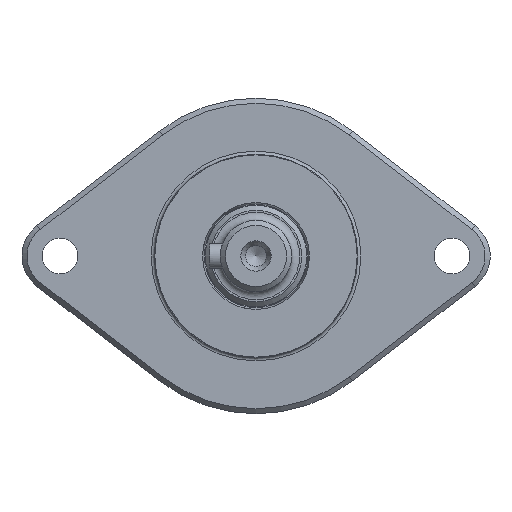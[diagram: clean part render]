
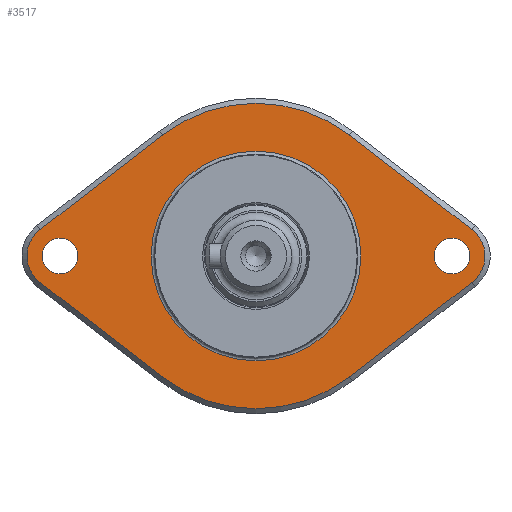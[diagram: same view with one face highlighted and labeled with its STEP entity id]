
A CAD part, left-side view. The second image highlights one B-rep face of the part: STEP entity #3517.
In plain terms, the highlighted planar face has unit normal (-1, 0, 0).
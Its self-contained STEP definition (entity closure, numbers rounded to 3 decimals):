
#311=LINE('',#5264,#597);
#315=LINE('',#5276,#601);
#319=LINE('',#5288,#605);
#322=LINE('',#5297,#608);
#597=VECTOR('',#4253,10.);
#601=VECTOR('',#4265,10.);
#605=VECTOR('',#4277,10.);
#608=VECTOR('',#4288,10.);
#905=FACE_BOUND('',#1173,.T.);
#906=FACE_BOUND('',#1174,.T.);
#907=FACE_BOUND('',#1175,.T.);
#965=FACE_OUTER_BOUND('',#1172,.T.);
#1172=EDGE_LOOP('',(#2530,#2531,#2532,#2533,#2534,#2535,#2536,#2537));
#1173=EDGE_LOOP('',(#2538,#2539));
#1174=EDGE_LOOP('',(#2540));
#1175=EDGE_LOOP('',(#2541));
#1413=CIRCLE('',#3781,6.5);
#1415=CIRCLE('',#3785,30.);
#1417=CIRCLE('',#3789,6.5);
#1419=CIRCLE('',#3793,30.);
#1423=CIRCLE('',#3803,20.6);
#1424=CIRCLE('',#3804,20.6);
#1425=CIRCLE('',#3805,3.5);
#1426=CIRCLE('',#3806,3.5);
#1596=VERTEX_POINT('',#5253);
#1597=VERTEX_POINT('',#5255);
#1600=VERTEX_POINT('',#5262);
#1602=VERTEX_POINT('',#5268);
#1604=VERTEX_POINT('',#5274);
#1606=VERTEX_POINT('',#5280);
#1608=VERTEX_POINT('',#5286);
#1610=VERTEX_POINT('',#5292);
#1616=VERTEX_POINT('',#5318);
#1617=VERTEX_POINT('',#5319);
#1618=VERTEX_POINT('',#5322);
#1619=VERTEX_POINT('',#5324);
#1941=EDGE_CURVE('',#1596,#1597,#1413,.T.);
#1945=EDGE_CURVE('',#1600,#1596,#311,.T.);
#1948=EDGE_CURVE('',#1602,#1600,#1415,.T.);
#1951=EDGE_CURVE('',#1604,#1602,#315,.T.);
#1954=EDGE_CURVE('',#1606,#1604,#1417,.T.);
#1957=EDGE_CURVE('',#1608,#1606,#319,.T.);
#1960=EDGE_CURVE('',#1610,#1608,#1419,.T.);
#1962=EDGE_CURVE('',#1597,#1610,#322,.T.);
#1973=EDGE_CURVE('',#1616,#1617,#1423,.T.);
#1974=EDGE_CURVE('',#1617,#1616,#1424,.T.);
#1975=EDGE_CURVE('',#1618,#1618,#1425,.T.);
#1976=EDGE_CURVE('',#1619,#1619,#1426,.T.);
#2530=ORIENTED_EDGE('',*,*,#1941,.F.);
#2531=ORIENTED_EDGE('',*,*,#1945,.F.);
#2532=ORIENTED_EDGE('',*,*,#1948,.F.);
#2533=ORIENTED_EDGE('',*,*,#1951,.F.);
#2534=ORIENTED_EDGE('',*,*,#1954,.F.);
#2535=ORIENTED_EDGE('',*,*,#1957,.F.);
#2536=ORIENTED_EDGE('',*,*,#1960,.F.);
#2537=ORIENTED_EDGE('',*,*,#1962,.F.);
#2538=ORIENTED_EDGE('',*,*,#1973,.F.);
#2539=ORIENTED_EDGE('',*,*,#1974,.F.);
#2540=ORIENTED_EDGE('',*,*,#1975,.T.);
#2541=ORIENTED_EDGE('',*,*,#1976,.T.);
#3384=PLANE('',#3802);
#3517=ADVANCED_FACE('',(#965,#905,#906,#907),#3384,.T.);
#3781=AXIS2_PLACEMENT_3D('',#5256,#4245,#4246);
#3785=AXIS2_PLACEMENT_3D('',#5270,#4258,#4259);
#3789=AXIS2_PLACEMENT_3D('',#5282,#4270,#4271);
#3793=AXIS2_PLACEMENT_3D('',#5294,#4282,#4283);
#3802=AXIS2_PLACEMENT_3D('',#5317,#4309,#4310);
#3803=AXIS2_PLACEMENT_3D('',#5320,#4311,#4312);
#3804=AXIS2_PLACEMENT_3D('',#5321,#4313,#4314);
#3805=AXIS2_PLACEMENT_3D('',#5323,#4315,#4316);
#3806=AXIS2_PLACEMENT_3D('',#5325,#4317,#4318);
#4245=DIRECTION('center_axis',(1.,0.,0.));
#4246=DIRECTION('ref_axis',(0.,0.61,-0.792));
#4253=DIRECTION('',(0.,0.792,0.61));
#4258=DIRECTION('center_axis',(1.,0.,0.));
#4259=DIRECTION('ref_axis',(0.,-0.61,-0.792));
#4265=DIRECTION('',(0.,0.792,-0.61));
#4270=DIRECTION('center_axis',(1.,0.,0.));
#4271=DIRECTION('ref_axis',(0.,-0.61,0.792));
#4277=DIRECTION('',(0.,-0.792,-0.61));
#4282=DIRECTION('center_axis',(1.,0.,0.));
#4283=DIRECTION('ref_axis',(0.,0.61,0.792));
#4288=DIRECTION('',(0.,-0.792,0.61));
#4309=DIRECTION('center_axis',(-1.,0.,0.));
#4310=DIRECTION('ref_axis',(0.,0.,1.));
#4311=DIRECTION('center_axis',(-1.,0.,0.));
#4312=DIRECTION('ref_axis',(0.,1.,0.));
#4313=DIRECTION('center_axis',(-1.,0.,0.));
#4314=DIRECTION('ref_axis',(0.,1.,0.));
#4315=DIRECTION('center_axis',(1.,0.,0.));
#4316=DIRECTION('ref_axis',(0.,0.,1.));
#4317=DIRECTION('center_axis',(1.,0.,0.));
#4318=DIRECTION('ref_axis',(0.,0.,1.));
#5253=CARTESIAN_POINT('',(-136.4,42.468,-5.149));
#5255=CARTESIAN_POINT('',(-136.4,42.468,5.149));
#5256=CARTESIAN_POINT('Origin',(-136.4,38.5,0.));
#5262=CARTESIAN_POINT('',(-136.4,18.312,-23.763));
#5264=CARTESIAN_POINT('',(-136.4,40.836,-6.406));
#5268=CARTESIAN_POINT('',(-136.4,-18.312,-23.763));
#5270=CARTESIAN_POINT('Origin',(-136.4,0.,0.));
#5274=CARTESIAN_POINT('',(-136.4,-42.468,-5.149));
#5276=CARTESIAN_POINT('',(-136.4,-7.865,-31.813));
#5280=CARTESIAN_POINT('',(-136.4,-42.468,5.149));
#5282=CARTESIAN_POINT('Origin',(-136.4,-38.5,0.));
#5286=CARTESIAN_POINT('',(-136.4,-18.312,23.763));
#5288=CARTESIAN_POINT('',(-136.4,-19.943,22.506));
#5292=CARTESIAN_POINT('',(-136.4,18.312,23.763));
#5294=CARTESIAN_POINT('Origin',(-136.4,0.,0.));
#5297=CARTESIAN_POINT('',(-136.4,28.758,15.713));
#5317=CARTESIAN_POINT('Origin',(-136.4,33.3,0.));
#5318=CARTESIAN_POINT('',(-136.4,20.6,0.));
#5319=CARTESIAN_POINT('',(-136.4,0.,-20.6));
#5320=CARTESIAN_POINT('Origin',(-136.4,0.,0.));
#5321=CARTESIAN_POINT('Origin',(-136.4,0.,0.));
#5322=CARTESIAN_POINT('',(-136.4,38.5,-3.5));
#5323=CARTESIAN_POINT('Origin',(-136.4,38.5,0.));
#5324=CARTESIAN_POINT('',(-136.4,-38.5,-3.5));
#5325=CARTESIAN_POINT('Origin',(-136.4,-38.5,0.));
